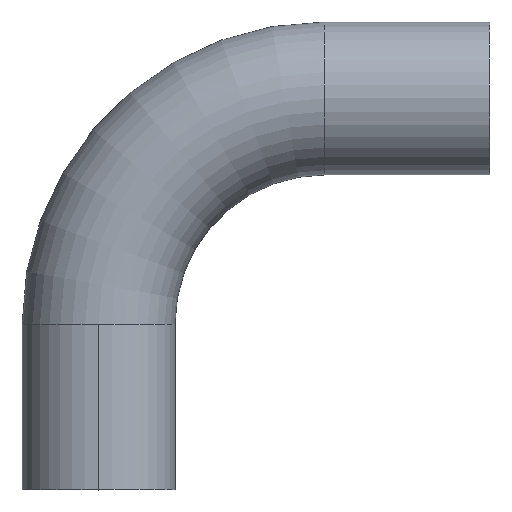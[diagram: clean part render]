
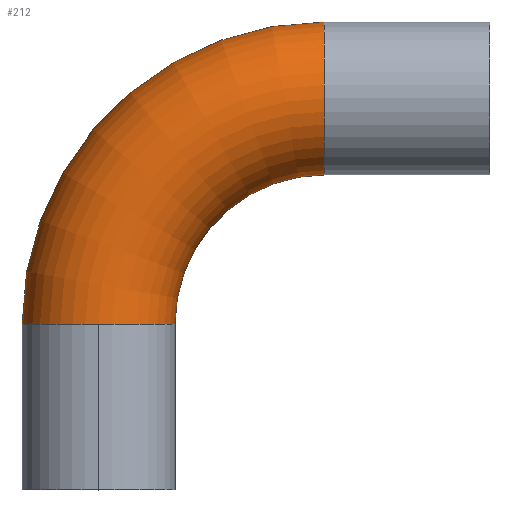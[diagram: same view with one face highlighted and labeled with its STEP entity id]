
A CAD part, top view. The second image highlights one B-rep face of the part: STEP entity #212.
In plain terms, the highlighted toroidal (fillet/blend) face has major radius 37.5 mm and minor radius 12.7 mm.
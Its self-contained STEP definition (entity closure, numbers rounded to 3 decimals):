
#3 = CARTESIAN_POINT ( 'NONE',  ( -12.7, 27.5, 0. ) ) ;
#13 = CARTESIAN_POINT ( 'NONE',  ( 37.5, 77.7, 0. ) ) ;
#37 = EDGE_CURVE ( 'NONE', #127, #359, #469, .T. ) ;
#40 = ORIENTED_EDGE ( 'NONE', *, *, #37, .F. ) ;
#65 = CARTESIAN_POINT ( 'NONE',  ( 0., 27.5, 12.7 ) ) ;
#82 = CIRCLE ( 'NONE', #293, 50.2 ) ;
#92 = AXIS2_PLACEMENT_3D ( 'NONE', #123, #280, #364 ) ;
#98 = DIRECTION ( 'NONE',  ( 0., 0., -1. ) ) ;
#103 = EDGE_CURVE ( 'NONE', #476, #127, #82, .T. ) ;
#106 = AXIS2_PLACEMENT_3D ( 'NONE', #371, #181, #480 ) ;
#107 = DIRECTION ( 'NONE',  ( -1., 0., 0. ) ) ;
#108 = DIRECTION ( 'NONE',  ( -1., 0., 0. ) ) ;
#123 = CARTESIAN_POINT ( 'NONE',  ( 37.5, 27.5, 0. ) ) ;
#127 = VERTEX_POINT ( 'NONE', #13 ) ;
#129 = EDGE_CURVE ( 'NONE', #283, #467, #491, .T. ) ;
#154 = CARTESIAN_POINT ( 'NONE',  ( 37.5, 65., 0. ) ) ;
#156 = DIRECTION ( 'NONE',  ( 1., 0., 0. ) ) ;
#169 = FACE_OUTER_BOUND ( 'NONE', #299, .T. ) ;
#170 = ORIENTED_EDGE ( 'NONE', *, *, #129, .T. ) ;
#171 = TOROIDAL_SURFACE ( 'NONE', #206, 37.5, 12.7 ) ;
#181 = DIRECTION ( 'NONE',  ( 0., 1., 0. ) ) ;
#199 = DIRECTION ( 'NONE',  ( 0., 1., 0. ) ) ;
#200 = EDGE_CURVE ( 'NONE', #467, #359, #388, .T. ) ;
#206 = AXIS2_PLACEMENT_3D ( 'NONE', #444, #380, #107 ) ;
#212 = ADVANCED_FACE ( 'NONE', ( #169 ), #171, .T. ) ;
#219 = ORIENTED_EDGE ( 'NONE', *, *, #200, .T. ) ;
#242 = CARTESIAN_POINT ( 'NONE',  ( 12.7, 27.5, 0. ) ) ;
#260 = CARTESIAN_POINT ( 'NONE',  ( 37.5, 27.5, 0. ) ) ;
#280 = DIRECTION ( 'NONE',  ( 0., 0., -1. ) ) ;
#283 = VERTEX_POINT ( 'NONE', #65 ) ;
#293 = AXIS2_PLACEMENT_3D ( 'NONE', #260, #98, #108 ) ;
#299 = EDGE_LOOP ( 'NONE', ( #490, #423, #170, #219, #40 ) ) ;
#308 = DIRECTION ( 'NONE',  ( 0., 0., 1. ) ) ;
#311 = AXIS2_PLACEMENT_3D ( 'NONE', #154, #156, #308 ) ;
#345 = CIRCLE ( 'NONE', #492, 12.7 ) ;
#359 = VERTEX_POINT ( 'NONE', #468 ) ;
#364 = DIRECTION ( 'NONE',  ( -1., 0., 0. ) ) ;
#371 = CARTESIAN_POINT ( 'NONE',  ( 0., 27.5, 0. ) ) ;
#380 = DIRECTION ( 'NONE',  ( 0., 0., -1. ) ) ;
#388 = CIRCLE ( 'NONE', #92, 24.8 ) ;
#400 = DIRECTION ( 'NONE',  ( 0., 0., 1. ) ) ;
#419 = CARTESIAN_POINT ( 'NONE',  ( 0., 27.5, 0. ) ) ;
#423 = ORIENTED_EDGE ( 'NONE', *, *, #448, .T. ) ;
#444 = CARTESIAN_POINT ( 'NONE',  ( 37.5, 27.5, 0. ) ) ;
#448 = EDGE_CURVE ( 'NONE', #476, #283, #345, .T. ) ;
#467 = VERTEX_POINT ( 'NONE', #242 ) ;
#468 = CARTESIAN_POINT ( 'NONE',  ( 37.5, 52.3, 0. ) ) ;
#469 = CIRCLE ( 'NONE', #311, 12.7 ) ;
#476 = VERTEX_POINT ( 'NONE', #3 ) ;
#480 = DIRECTION ( 'NONE',  ( 0., 0., 1. ) ) ;
#490 = ORIENTED_EDGE ( 'NONE', *, *, #103, .F. ) ;
#491 = CIRCLE ( 'NONE', #106, 12.7 ) ;
#492 = AXIS2_PLACEMENT_3D ( 'NONE', #419, #199, #400 ) ;
